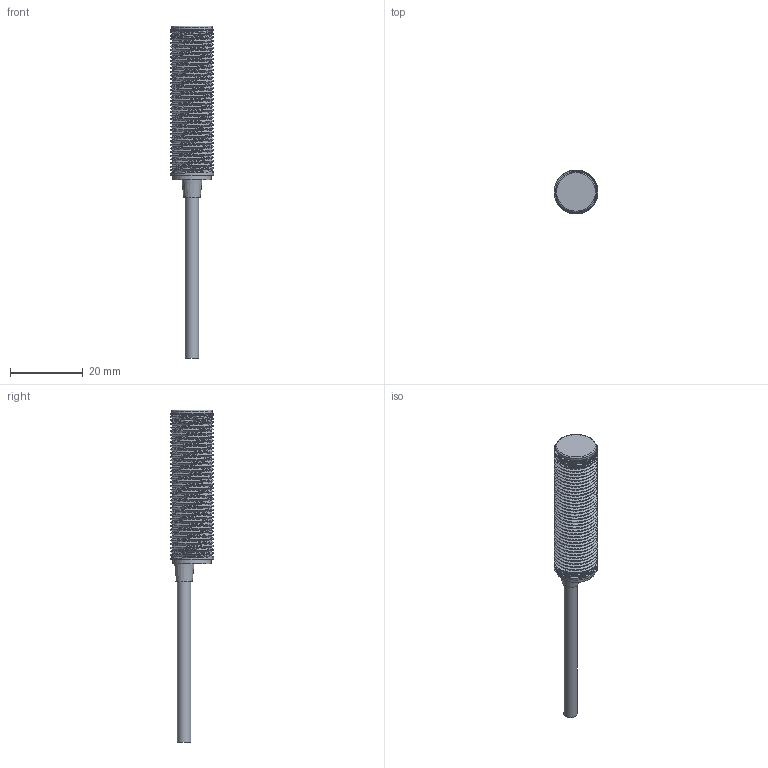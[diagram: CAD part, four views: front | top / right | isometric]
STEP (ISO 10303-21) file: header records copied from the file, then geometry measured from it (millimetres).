
FILE_DESCRIPTION(/* description */ (''),/* implementation_level */ '2;1');
FILE_NAME(/* name */ '',/* time_stamp */ '2025-05-23T10:55:23+08:00',/* author */ (''),/* organization */ (''),/* preprocessor_version */ 'ST-DEVELOPER v14',/* originating_system */ 'SIEMENS PLM Software NX 8.0',/* authorisation */ '');
FILE_SCHEMA (('AUTOMOTIVE_DESIGN { 1 0 10303 214 3 1 1 1 }'));
Length unit declared in the file: millimetre
Products named in the file (1): Admi172C0090otc8
Bounding box: 12 x 12 x 91.1 mm (x, y, z)
Volume: 4506.1 mm3; surface area: 3339.2 mm2
Topology: 1 solids, 1 shells, 60 faces, 157 edges, 105 vertices
Faces by surface type: cylinder 46, plane 10, bspline 2, cone 1, torus 1
Full cylindrical faces by diameter (mm): 3.2 x1, 3.7 x1, 10.6 x1, 10.9 x1, 11.2 x1, 12 x39
Entity records: 5113 total; most frequent: CARTESIAN_POINT 4708, DIRECTION 77, ORIENTED_EDGE 58, AXIS2_PLACEMENT_3D 37, EDGE_LOOP 35, EDGE_CURVE 29, FACE_BOUND 27, VERTEX_POINT 24
